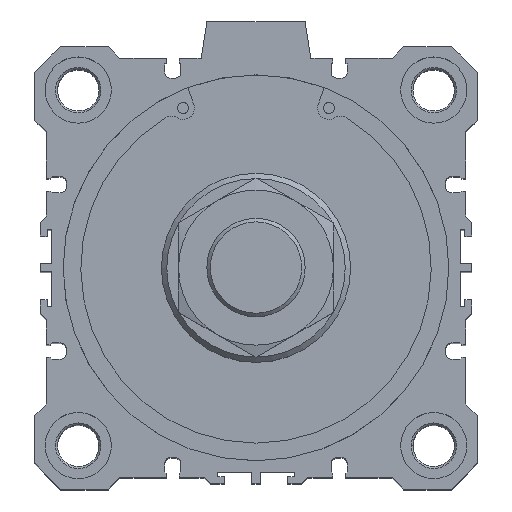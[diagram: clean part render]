
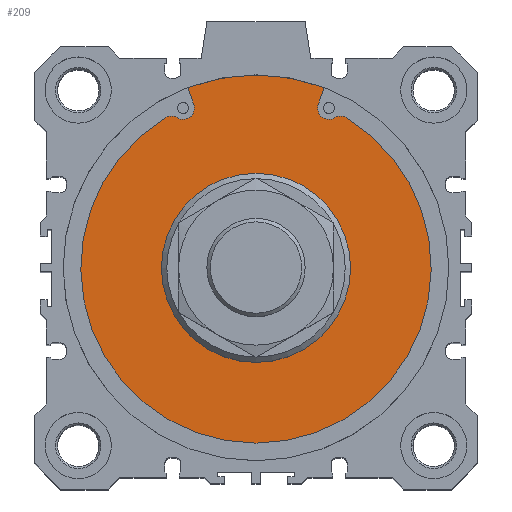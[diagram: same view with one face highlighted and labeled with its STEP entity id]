
A CAD part, top view. The second image highlights one B-rep face of the part: STEP entity #209.
In plain terms, the highlighted planar face has unit normal (0, 0, 1).
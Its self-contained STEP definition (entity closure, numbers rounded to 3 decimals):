
#209 = ADVANCED_FACE( '', ( #465, #466 ), #467, .T. );
#465 = FACE_BOUND( '', #1035, .T. );
#466 = FACE_OUTER_BOUND( '', #1036, .T. );
#467 = PLANE( '', #1037 );
#1035 = EDGE_LOOP( '', ( #1610 ) );
#1036 = EDGE_LOOP( '', ( #1611, #1612, #1613, #1614, #1615, #1616, #1617, #1618 ) );
#1037 = AXIS2_PLACEMENT_3D( '', #1619, #1620, #1621 );
#1610 = ORIENTED_EDGE( '', *, *, #3569, .F. );
#1611 = ORIENTED_EDGE( '', *, *, #3571, .T. );
#1612 = ORIENTED_EDGE( '', *, *, #3572, .F. );
#1613 = ORIENTED_EDGE( '', *, *, #3573, .F. );
#1614 = ORIENTED_EDGE( '', *, *, #3574, .T. );
#1615 = ORIENTED_EDGE( '', *, *, #3575, .T. );
#1616 = ORIENTED_EDGE( '', *, *, #3576, .T. );
#1617 = ORIENTED_EDGE( '', *, *, #3577, .F. );
#1618 = ORIENTED_EDGE( '', *, *, #3578, .F. );
#1619 = CARTESIAN_POINT( '', ( 0., 0., 129.6 ) );
#1620 = DIRECTION( '', ( 0., 0., 1. ) );
#1621 = DIRECTION( '', ( 1., 0., 0. ) );
#3569 = EDGE_CURVE( '', #4182, #4182, #4183, .T. );
#3571 = EDGE_CURVE( '', #4186, #4187, #4188, .T. );
#3572 = EDGE_CURVE( '', #4189, #4187, #4190, .T. );
#3573 = EDGE_CURVE( '', #4191, #4189, #4192, .T. );
#3574 = EDGE_CURVE( '', #4191, #4193, #4194, .T. );
#3575 = EDGE_CURVE( '', #4193, #4195, #4196, .T. );
#3576 = EDGE_CURVE( '', #4195, #4197, #4198, .T. );
#3577 = EDGE_CURVE( '', #4199, #4197, #4200, .T. );
#3578 = EDGE_CURVE( '', #4186, #4199, #4201, .T. );
#4182 = VERTEX_POINT( '', #5213 );
#4183 = CIRCLE( '', #5214, 25. );
#4186 = VERTEX_POINT( '', #5217 );
#4187 = VERTEX_POINT( '', #5218 );
#4188 = CIRCLE( '', #5219, 51. );
#4189 = VERTEX_POINT( '', #5220 );
#4190 = LINE( '', #5221, #5222 );
#4191 = VERTEX_POINT( '', #5223 );
#4192 = CIRCLE( '', #5224, 3. );
#4193 = VERTEX_POINT( '', #5225 );
#4194 = CIRCLE( '', #5226, 3. );
#4195 = VERTEX_POINT( '', #5227 );
#4196 = CIRCLE( '', #5228, 46.33 );
#4197 = VERTEX_POINT( '', #5229 );
#4198 = CIRCLE( '', #5230, 3. );
#4199 = VERTEX_POINT( '', #5231 );
#4200 = CIRCLE( '', #5232, 3. );
#4201 = LINE( '', #5233, #5234 );
#5213 = CARTESIAN_POINT( '', ( 25., 0., 129.6 ) );
#5214 = AXIS2_PLACEMENT_3D( '', #6845, #6846, #6847 );
#5217 = CARTESIAN_POINT( '', ( 18.05, 47.699, 129.6 ) );
#5218 = CARTESIAN_POINT( '', ( -18.05, 47.699, 129.6 ) );
#5219 = AXIS2_PLACEMENT_3D( '', #6851, #6852, #6853 );
#5220 = CARTESIAN_POINT( '', ( -16.459, 43.3, 129.6 ) );
#5221 = CARTESIAN_POINT( '', ( -16.459, 43.3, 129.6 ) );
#5222 = VECTOR( '', #6854, 1000. );
#5223 = CARTESIAN_POINT( '', ( -20.813, 39.701, 129.6 ) );
#5224 = AXIS2_PLACEMENT_3D( '', #6855, #6856, #6857 );
#5225 = CARTESIAN_POINT( '', ( -23.894, 39.693, 129.6 ) );
#5226 = AXIS2_PLACEMENT_3D( '', #6858, #6859, #6860 );
#5227 = CARTESIAN_POINT( '', ( 23.894, 39.693, 129.6 ) );
#5228 = AXIS2_PLACEMENT_3D( '', #6861, #6862, #6863 );
#5229 = CARTESIAN_POINT( '', ( 20.813, 39.701, 129.6 ) );
#5230 = AXIS2_PLACEMENT_3D( '', #6864, #6865, #6866 );
#5231 = CARTESIAN_POINT( '', ( 16.459, 43.3, 129.6 ) );
#5232 = AXIS2_PLACEMENT_3D( '', #6867, #6868, #6869 );
#5233 = CARTESIAN_POINT( '', ( 18.05, 47.699, 129.6 ) );
#5234 = VECTOR( '', #6870, 1000. );
#6845 = CARTESIAN_POINT( '', ( 0., 0., 129.6 ) );
#6846 = DIRECTION( '', ( 0., 0., 1. ) );
#6847 = DIRECTION( '', ( 1., 0., 0. ) );
#6851 = CARTESIAN_POINT( '', ( 0., 0., 129.6 ) );
#6852 = DIRECTION( '', ( 0., 0., 1. ) );
#6853 = DIRECTION( '', ( 1., 0., 0. ) );
#6854 = DIRECTION( '', ( -0.34, 0.94, 0. ) );
#6855 = CARTESIAN_POINT( '', ( -19.28, 42.28, 129.6 ) );
#6856 = DIRECTION( '', ( 0., 0., 1. ) );
#6857 = DIRECTION( '', ( 1., 0., 0. ) );
#6858 = CARTESIAN_POINT( '', ( -22.347, 37.123, 129.6 ) );
#6859 = DIRECTION( '', ( 0., 0., 1. ) );
#6860 = DIRECTION( '', ( 1., 0., 0. ) );
#6861 = CARTESIAN_POINT( '', ( 0., 0., 129.6 ) );
#6862 = DIRECTION( '', ( 0., 0., 1. ) );
#6863 = DIRECTION( '', ( 1., 0., 0. ) );
#6864 = CARTESIAN_POINT( '', ( 22.347, 37.123, 129.6 ) );
#6865 = DIRECTION( '', ( 0., 0., 1. ) );
#6866 = DIRECTION( '', ( 1., 0., 0. ) );
#6867 = CARTESIAN_POINT( '', ( 19.28, 42.28, 129.6 ) );
#6868 = DIRECTION( '', ( 0., 0., 1. ) );
#6869 = DIRECTION( '', ( 1., 0., 0. ) );
#6870 = DIRECTION( '', ( -0.34, -0.94, 0. ) );
